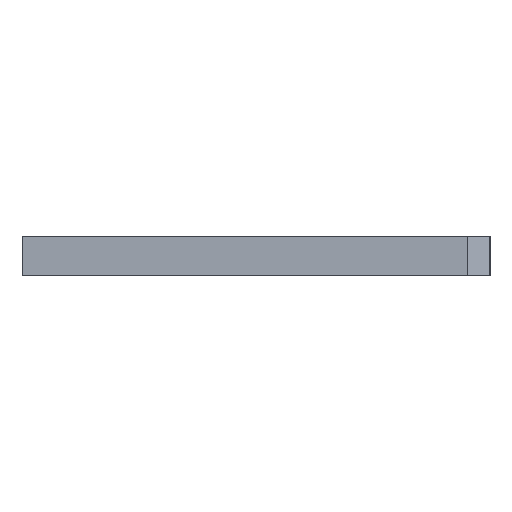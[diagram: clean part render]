
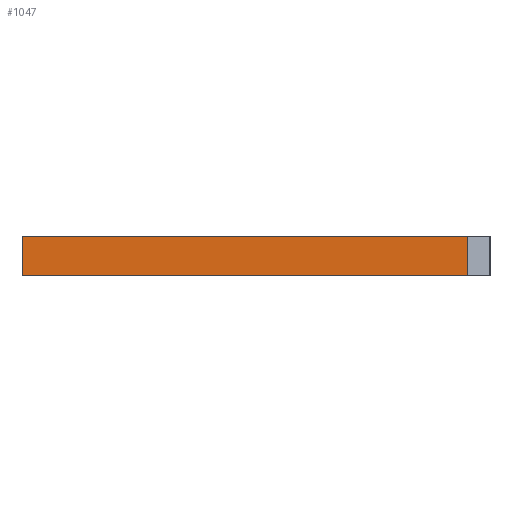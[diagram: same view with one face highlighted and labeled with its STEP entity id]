
A CAD part, front view. The second image highlights one B-rep face of the part: STEP entity #1047.
In plain terms, the highlighted planar face has unit normal (0, -1, 0).
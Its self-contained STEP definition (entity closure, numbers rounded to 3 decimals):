
#64 = VERTEX_POINT ( 'NONE', #1115 ) ;
#224 = CARTESIAN_POINT ( 'NONE',  ( 39.01, -45.35, 3. ) ) ;
#391 = PLANE ( 'NONE',  #706 ) ;
#400 = DIRECTION ( 'NONE',  ( -1., 0., 0. ) ) ;
#430 = CARTESIAN_POINT ( 'NONE',  ( -28.99, -45.35, 3. ) ) ;
#507 = ORIENTED_EDGE ( 'NONE', *, *, #990, .F. ) ;
#564 = FACE_OUTER_BOUND ( 'NONE', #822, .T. ) ;
#568 = VERTEX_POINT ( 'NONE', #1411 ) ;
#679 = VERTEX_POINT ( 'NONE', #1756 ) ;
#706 = AXIS2_PLACEMENT_3D ( 'NONE', #1237, #763, #400 ) ;
#763 = DIRECTION ( 'NONE',  ( 0., 1., 0. ) ) ;
#777 = LINE ( 'NONE', #1807, #862 ) ;
#798 = DIRECTION ( 'NONE',  ( 1., 0., 0. ) ) ;
#818 = CARTESIAN_POINT ( 'NONE',  ( -28.99, -45.35, 3. ) ) ;
#822 = EDGE_LOOP ( 'NONE', ( #1012, #507, #1682, #1224 ) ) ;
#862 = VECTOR ( 'NONE', #798, 1000. ) ;
#896 = DIRECTION ( 'NONE',  ( 0., 0., -1. ) ) ;
#901 = VECTOR ( 'NONE', #1103, 1000. ) ;
#923 = EDGE_CURVE ( 'NONE', #1394, #679, #1354, .T. ) ;
#990 = EDGE_CURVE ( 'NONE', #679, #568, #1063, .T. ) ;
#1012 = ORIENTED_EDGE ( 'NONE', *, *, #1270, .T. ) ;
#1047 = ADVANCED_FACE ( 'NONE', ( #564 ), #391, .F. ) ;
#1063 = LINE ( 'NONE', #224, #1688 ) ;
#1103 = DIRECTION ( 'NONE',  ( 0., 0., -1. ) ) ;
#1114 = LINE ( 'NONE', #430, #901 ) ;
#1115 = CARTESIAN_POINT ( 'NONE',  ( -28.99, -45.35, -3. ) ) ;
#1141 = EDGE_CURVE ( 'NONE', #1394, #64, #1114, .T. ) ;
#1224 = ORIENTED_EDGE ( 'NONE', *, *, #1141, .T. ) ;
#1237 = CARTESIAN_POINT ( 'NONE',  ( 0., -45.35, 3. ) ) ;
#1270 = EDGE_CURVE ( 'NONE', #64, #568, #777, .T. ) ;
#1354 = LINE ( 'NONE', #1670, #1862 ) ;
#1394 = VERTEX_POINT ( 'NONE', #818 ) ;
#1411 = CARTESIAN_POINT ( 'NONE',  ( 39.01, -45.35, -3. ) ) ;
#1670 = CARTESIAN_POINT ( 'NONE',  ( 0., -45.35, 3. ) ) ;
#1679 = DIRECTION ( 'NONE',  ( 1., 0., 0. ) ) ;
#1682 = ORIENTED_EDGE ( 'NONE', *, *, #923, .F. ) ;
#1688 = VECTOR ( 'NONE', #896, 1000. ) ;
#1756 = CARTESIAN_POINT ( 'NONE',  ( 39.01, -45.35, 3. ) ) ;
#1807 = CARTESIAN_POINT ( 'NONE',  ( 0., -45.35, -3. ) ) ;
#1862 = VECTOR ( 'NONE', #1679, 1000. ) ;
